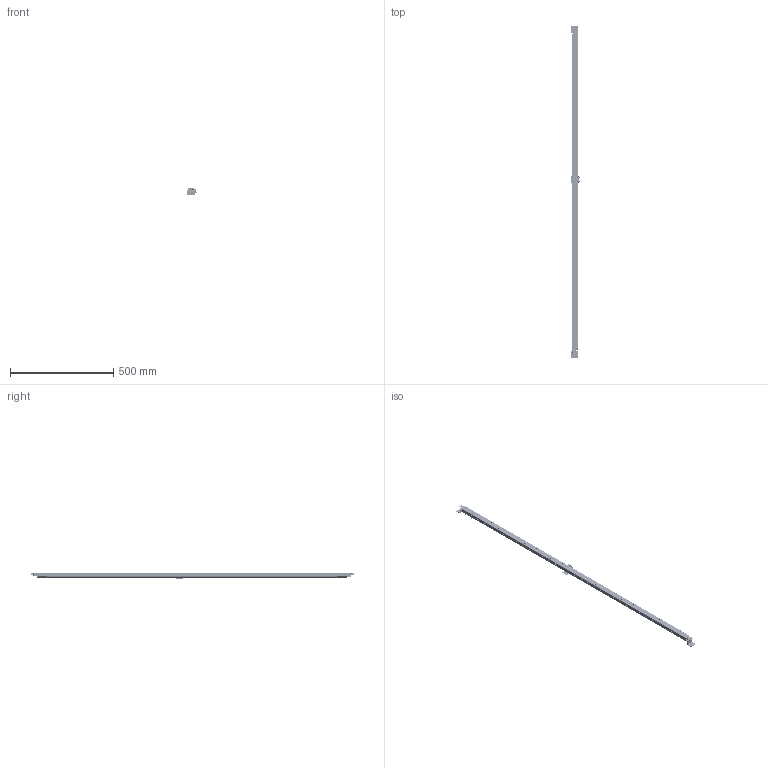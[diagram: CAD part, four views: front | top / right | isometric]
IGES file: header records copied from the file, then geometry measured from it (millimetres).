
Start section:  PTC IGES file: 141907.igs
Global section: file name: 141907.igs; native system: Creo Parametric by Parametric Technology Corporation; preprocessor: 2013230; author: pdmadmin; organization: Unknown; date: 20151202.105953; units: millimetre
Bounding box: 45.22 x 1608.93 x 34.54 mm (x, y, z)
Volume: 336513.7 mm3; surface area: 2204567.8 mm2
Topology: 76 solids, 104 shells, 9652 faces, 49138 edges, 61563 vertices
Faces by surface type: bspline 5510, revolution 4142
